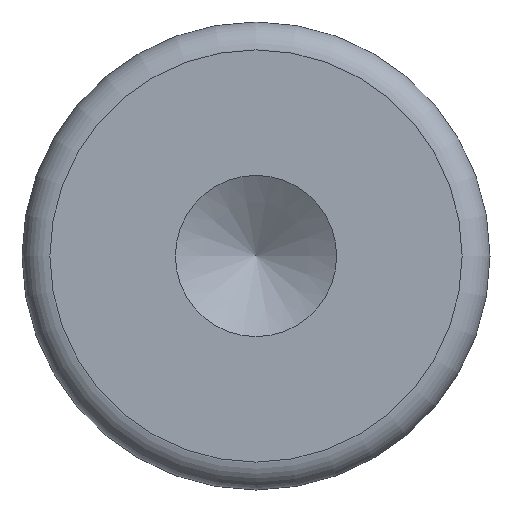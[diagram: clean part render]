
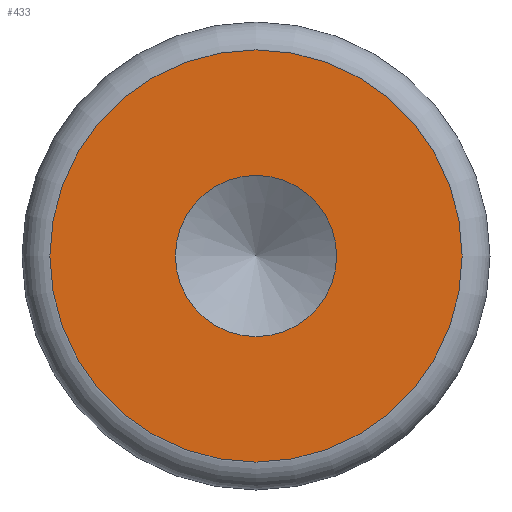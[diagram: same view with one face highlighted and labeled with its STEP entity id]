
A CAD part, left-side view. The second image highlights one B-rep face of the part: STEP entity #433.
In plain terms, the highlighted planar face has unit normal (-1, 0, 0).
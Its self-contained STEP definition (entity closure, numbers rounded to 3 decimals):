
#90=CARTESIAN_POINT('',(0.0,3.324,0.0));
#91=VERTEX_POINT('',#90);
#92=CARTESIAN_POINT('',(0.,0.,0.0));
#93=DIRECTION('',(1.0,0.0,0.0));
#94=DIRECTION('',(0.0,1.0,0.0));
#95=AXIS2_PLACEMENT_3D('',#92,#93,#94);
#96=CIRCLE('',#95,3.324);
#97=EDGE_CURVE('',#91,#91,#96,.T.);
#407=CARTESIAN_POINT('',(0.,8.5,0.0));
#408=VERTEX_POINT('',#407);
#409=CARTESIAN_POINT('',(0.,0.0,0.0));
#410=DIRECTION('',(-1.0,0.0,0.0));
#411=DIRECTION('',(0.0,1.0,0.0));
#412=AXIS2_PLACEMENT_3D('',#409,#410,#411);
#413=CIRCLE('',#412,8.5);
#414=EDGE_CURVE('',#408,#408,#413,.T.);
#422=CARTESIAN_POINT('',(0.0,4.25,0.0));
#423=DIRECTION('',(-1.0,0.0,0.0));
#424=DIRECTION('',(0.0,0.0,1.0));
#425=AXIS2_PLACEMENT_3D('',#422,#423,#424);
#426=PLANE('',#425);
#427=ORIENTED_EDGE('',*,*,#414,.T.);
#428=EDGE_LOOP('',(#427));
#429=FACE_OUTER_BOUND('',#428,.T.);
#430=ORIENTED_EDGE('',*,*,#97,.T.);
#431=EDGE_LOOP('',(#430));
#432=FACE_BOUND('',#431,.T.);
#433=ADVANCED_FACE('',(#429,#432),#426,.T.);
